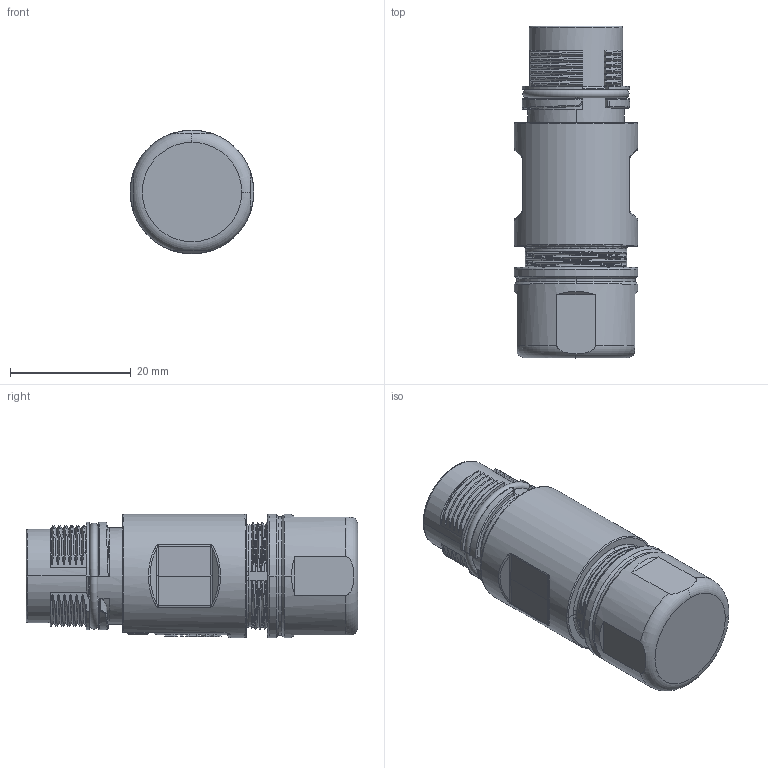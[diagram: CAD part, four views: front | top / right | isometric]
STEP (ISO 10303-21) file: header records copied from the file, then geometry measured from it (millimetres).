
FILE_DESCRIPTION((''),'2;1');
FILE_NAME('M17-XC04_5-CCT-DXX-SH_SW0002','2023-12-15T',('zh.su'),(''),'PRO/ENGINEER BY PARAMETRIC TECHNOLOGY CORPORATION, 2012480','PRO/ENGINEER BY PARAMETRIC TECHNOLOGY CORPORATION, 2012480','');
FILE_SCHEMA(('CONFIG_CONTROL_DESIGN'));
Length unit declared in the file: millimetre
Products named in the file (1): M17-XC04_5-CCT-DXX-SH_SW0002
Bounding box: 20.5 x 55.05 x 20.5 mm (x, y, z)
Volume: 13986.4 mm3; surface area: 6480.8 mm2
Topology: 1 solids, 1 shells, 940 faces, 2705 edges, 1747 vertices
Faces by surface type: plane 303, cylinder 234, cone 170, bspline 161, torus 62, sphere 10
Entity records: 41991 total; most frequent: CARTESIAN_POINT 18941, ORIENTED_EDGE 5396, DIRECTION 4122, EDGE_CURVE 2698, VERTEX_POINT 1747, AXIS2_PLACEMENT_3D 1625, EDGE_LOOP 1009, B_SPLINE_CURVE_WITH_KNOTS 980
